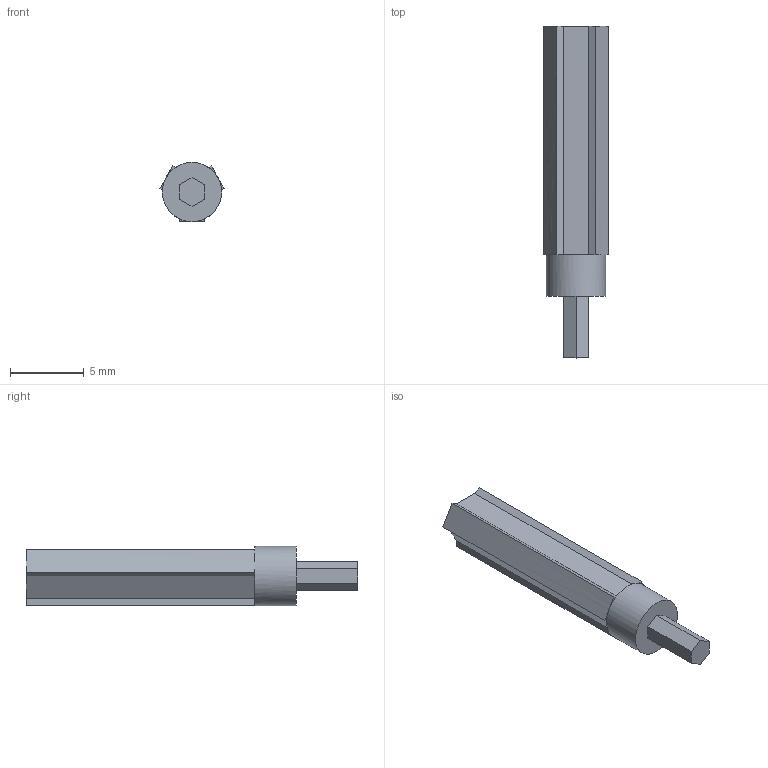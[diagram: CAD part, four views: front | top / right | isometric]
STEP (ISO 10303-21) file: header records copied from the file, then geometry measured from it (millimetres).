
FILE_DESCRIPTION(('HOOPS Exchange Step'),'2;1');
FILE_NAME('Mouse Wheel - Wheel.stp','2024-11-20T02:51:56-15:00',('hayashi'),('Unknown organisation'),'HOOPS Exchange 2023.2','HOOPS Exchange','Unknown authorisation');
FILE_SCHEMA( ('AP203_CONFIGURATION_CONTROLLED_3D_DESIGN_OF_MECHANICAL_PARTS_AND_ASSEMBLIES_MIM_LF') );
Length unit declared in the file: millimetre
Products named in the file (1): Solid 48
Bounding box: 4.37 x 22.55 x 4.03 mm (x, y, z)
Volume: 210.7 mm3; surface area: 296.2 mm2
Topology: 1 solids, 1 shells, 38 faces, 103 edges, 68 vertices
Faces by surface type: plane 37, cylinder 1
Entity records: 1215 total; most frequent: CARTESIAN_POINT 222, ORIENTED_EDGE 206, DIRECTION 197, EDGE_CURVE 103, VECTOR 85, LINE 85, VERTEX_POINT 68, AXIS2_PLACEMENT_3D 56
